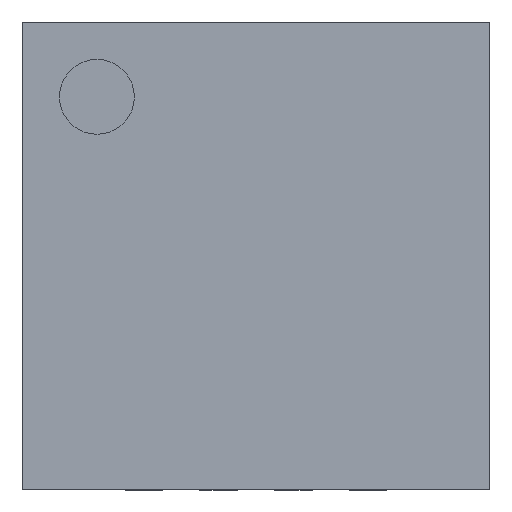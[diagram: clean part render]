
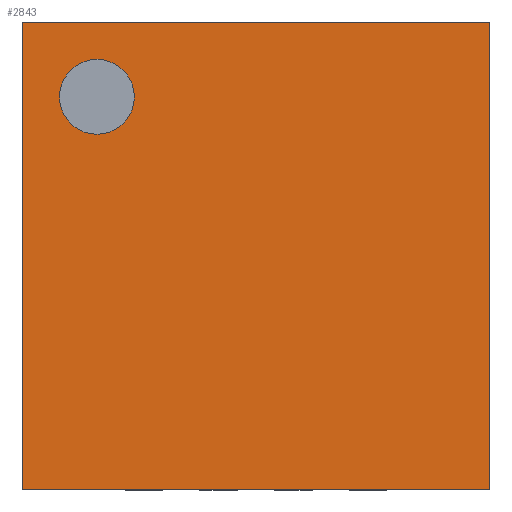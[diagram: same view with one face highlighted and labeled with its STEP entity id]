
A CAD part, top view. The second image highlights one B-rep face of the part: STEP entity #2843.
In plain terms, the highlighted planar face has unit normal (0, 0, 1).
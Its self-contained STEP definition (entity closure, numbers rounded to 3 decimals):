
#54=FACE_BOUND('',#437,.T.);
#110=PLANE('',#3067);
#264=FACE_OUTER_BOUND('',#436,.T.);
#436=EDGE_LOOP('',(#2345,#2346,#2347,#2348));
#437=EDGE_LOOP('',(#2349));
#686=LINE('',#4390,#1018);
#693=LINE('',#4400,#1025);
#708=LINE('',#4420,#1040);
#709=LINE('',#4422,#1041);
#1018=VECTOR('',#3545,2.5);
#1025=VECTOR('',#3554,2.5);
#1040=VECTOR('',#3573,2.5);
#1041=VECTOR('',#3576,2.5);
#1235=CIRCLE('',#3065,0.2);
#1399=VERTEX_POINT('',#4387);
#1400=VERTEX_POINT('',#4389);
#1402=VERTEX_POINT('',#4399);
#1405=VERTEX_POINT('',#4418);
#1407=VERTEX_POINT('',#4426);
#1718=EDGE_CURVE('',#1399,#1400,#686,.T.);
#1725=EDGE_CURVE('',#1400,#1402,#693,.T.);
#1740=EDGE_CURVE('',#1405,#1399,#708,.T.);
#1741=EDGE_CURVE('',#1402,#1405,#709,.T.);
#1743=EDGE_CURVE('',#1407,#1407,#1235,.T.);
#2345=ORIENTED_EDGE('',*,*,#1725,.F.);
#2346=ORIENTED_EDGE('',*,*,#1718,.F.);
#2347=ORIENTED_EDGE('',*,*,#1740,.F.);
#2348=ORIENTED_EDGE('',*,*,#1741,.F.);
#2349=ORIENTED_EDGE('',*,*,#1743,.T.);
#2843=ADVANCED_FACE('',(#264,#54),#110,.T.);
#3065=AXIS2_PLACEMENT_3D('',#4427,#3581,#3582);
#3067=AXIS2_PLACEMENT_3D('',#4429,#3585,#3586);
#3545=DIRECTION('',(0.,1.,0.));
#3554=DIRECTION('',(1.,0.,0.));
#3573=DIRECTION('',(-1.,0.,0.));
#3576=DIRECTION('',(0.,-1.,0.));
#3581=DIRECTION('center_axis',(0.,0.,
-1.));
#3582=DIRECTION('ref_axis',(1.,0.,0.));
#3585=DIRECTION('center_axis',(0.,0.,
1.));
#3586=DIRECTION('ref_axis',(0.,1.,0.));
#4387=CARTESIAN_POINT('',(-1.25,-1.25,0.55));
#4389=CARTESIAN_POINT('',(-1.25,1.25,0.55));
#4390=CARTESIAN_POINT('',(-1.25,-1.3,0.55));
#4399=CARTESIAN_POINT('',(1.25,1.25,0.55));
#4400=CARTESIAN_POINT('',(-0.9,1.25,0.55));
#4418=CARTESIAN_POINT('',(1.25,-1.25,0.55));
#4420=CARTESIAN_POINT('',(0.9,-1.25,0.55));
#4422=CARTESIAN_POINT('',(1.25,1.3,0.55));
#4426=CARTESIAN_POINT('',(-0.65,0.85,0.55));
#4427=CARTESIAN_POINT('Origin',(-0.85,0.85,0.55));
#4429=CARTESIAN_POINT('Origin',(0.,0.,
0.55));
